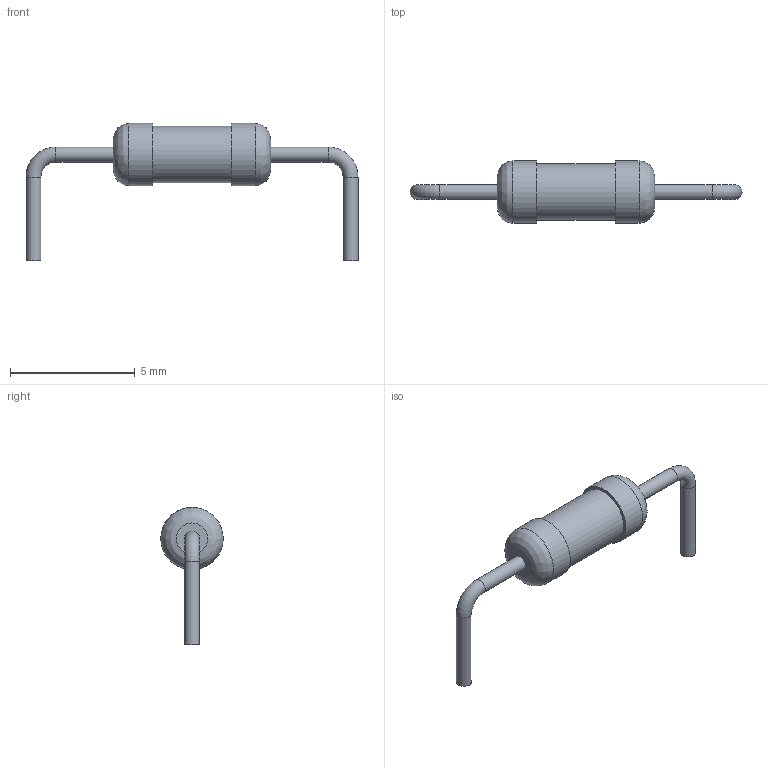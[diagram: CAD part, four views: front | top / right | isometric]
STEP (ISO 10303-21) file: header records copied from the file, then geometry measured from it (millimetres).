
FILE_DESCRIPTION(/* description */ (''),/* implementation_level */ '2;1');
FILE_NAME(/* name */ 'R_Axial_DIN0207_L6.3mm_D2.5mm_P12.7mm_Horizontal.step',/* time_stamp */ '2023-06-10T21:36:32+02:00',/* author */ (''),/* organization */ (''),/* preprocessor_version */ 'ST-DEVELOPER v19.2',/* originating_system */ 'Autodesk Translation Framework v12.6.0.85',/* authorisation */ '');
FILE_SCHEMA (('AUTOMOTIVE_DESIGN { 1 0 10303 214 3 1 1 }'));
Length unit declared in the file: millimetre
Products named in the file (1): R_Axial_DIN0207_L6.3mm_D2.5mm_P10.16mm_Horizontal
Bounding box: 13.3 x 2.5 x 5.5 mm (x, y, z)
Volume: 30.8 mm3; surface area: 80.8 mm2
Topology: 1 solids, 1 shells, 17 faces, 31 edges, 20 vertices
Faces by surface type: cylinder 7, plane 6, bspline 2, torus 2
Full cylindrical faces by diameter (mm): 0.6 x4, 2.25 x1, 2.5 x2
Entity records: 541 total; most frequent: CARTESIAN_POINT 121, DIRECTION 87, ORIENTED_EDGE 62, AXIS2_PLACEMENT_3D 40, EDGE_CURVE 31, CIRCLE 24, EDGE_LOOP 21, VERTEX_POINT 20
